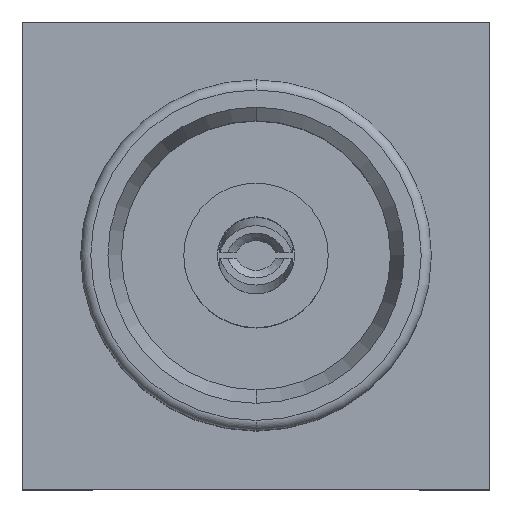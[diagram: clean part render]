
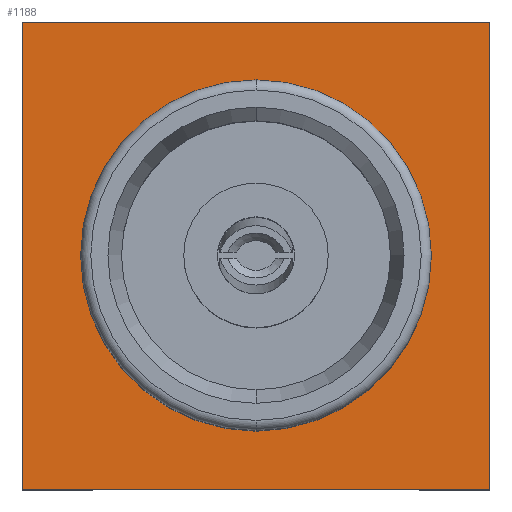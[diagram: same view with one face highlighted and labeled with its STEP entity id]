
A CAD part, top view. The second image highlights one B-rep face of the part: STEP entity #1188.
In plain terms, the highlighted planar face has unit normal (0, 0, 1).
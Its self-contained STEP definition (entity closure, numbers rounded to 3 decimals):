
#117=CARTESIAN_POINT('',(0.,0.,-4.45));
#118=DIRECTION('',(0.,0.,-1.));
#119=DIRECTION('',(0.,1.,0.));
#120=AXIS2_PLACEMENT_3D('',#117,#118,#119);
#122=CARTESIAN_POINT('',(0.,0.,-4.45));
#123=DIRECTION('',(0.,0.,-1.));
#124=DIRECTION('',(0.,-1.,0.));
#125=AXIS2_PLACEMENT_3D('',#122,#123,#124);
#147=DIRECTION('',(0.,1.,0.));
#148=VECTOR('',#147,6.);
#149=CARTESIAN_POINT('',(-3.,-3.,-4.45));
#150=LINE('',#149,#148);
#267=DIRECTION('',(1.,0.,0.));
#268=VECTOR('',#267,6.);
#269=CARTESIAN_POINT('',(-3.,3.,-4.45));
#270=LINE('',#269,#268);
#291=DIRECTION('',(0.,-1.,0.));
#292=VECTOR('',#291,6.);
#293=CARTESIAN_POINT('',(3.,3.,-4.45));
#294=LINE('',#293,#292);
#323=DIRECTION('',(-1.,0.,0.));
#324=VECTOR('',#323,6.);
#325=CARTESIAN_POINT('',(3.,-3.,-4.45));
#326=LINE('',#325,#324);
#818=CARTESIAN_POINT('',(0.,-2.25,-4.45));
#819=CARTESIAN_POINT('',(0.,2.25,-4.45));
#820=VERTEX_POINT('',#818);
#821=VERTEX_POINT('',#819);
#822=CARTESIAN_POINT('',(-3.,3.,-4.45));
#823=CARTESIAN_POINT('',(3.,3.,-4.45));
#824=VERTEX_POINT('',#822);
#825=VERTEX_POINT('',#823);
#826=CARTESIAN_POINT('',(3.,-3.,-4.45));
#827=VERTEX_POINT('',#826);
#828=CARTESIAN_POINT('',(-3.,-3.,-4.45));
#829=VERTEX_POINT('',#828);
#1168=CARTESIAN_POINT('',(-2.476,2.052,-4.45));
#1169=DIRECTION('',(0.,0.,1.));
#1170=DIRECTION('',(1.,0.,0.));
#1171=AXIS2_PLACEMENT_3D('',#1168,#1169,#1170);
#1172=PLANE('',#1171);
#1174=ORIENTED_EDGE('',*,*,#1173,.T.);
#1176=ORIENTED_EDGE('',*,*,#1175,.T.);
#1178=ORIENTED_EDGE('',*,*,#1177,.T.);
#1180=ORIENTED_EDGE('',*,*,#1179,.T.);
#1181=EDGE_LOOP('',(#1174,#1176,#1178,#1180));
#1182=FACE_OUTER_BOUND('',#1181,.F.);
#1183=ORIENTED_EDGE('',*,*,#1158,.F.);
#1185=ORIENTED_EDGE('',*,*,#1184,.F.);
#1186=EDGE_LOOP('',(#1183,#1185));
#1187=FACE_BOUND('',#1186,.F.);
#1188=ADVANCED_FACE('',(#1182,#1187),#1172,.T.);
#121=CIRCLE('',#120,2.25);
#126=CIRCLE('',#125,2.25);
#1158=EDGE_CURVE('',#821,#820,#121,.T.);
#1173=EDGE_CURVE('',#829,#824,#150,.T.);
#1175=EDGE_CURVE('',#824,#825,#270,.T.);
#1177=EDGE_CURVE('',#825,#827,#294,.T.);
#1179=EDGE_CURVE('',#827,#829,#326,.T.);
#1184=EDGE_CURVE('',#820,#821,#126,.T.);
